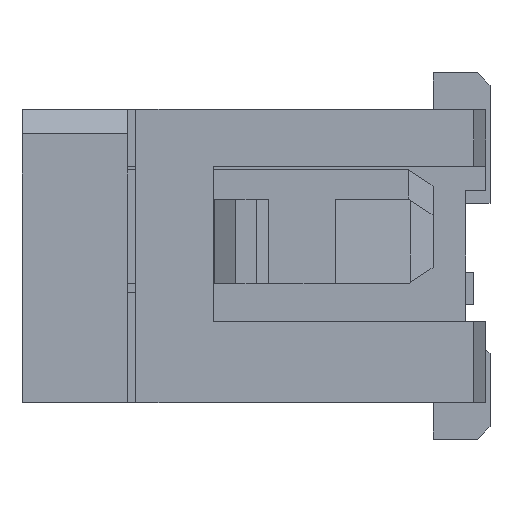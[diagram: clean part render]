
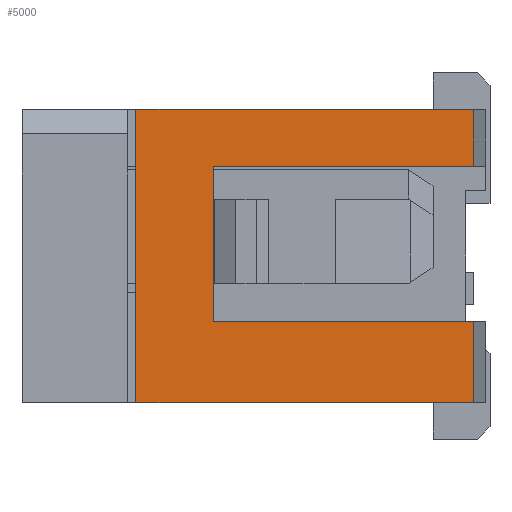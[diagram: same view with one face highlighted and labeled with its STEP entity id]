
A CAD part, left-side view. The second image highlights one B-rep face of the part: STEP entity #5000.
In plain terms, the highlighted planar face has unit normal (-1, 0, 0).
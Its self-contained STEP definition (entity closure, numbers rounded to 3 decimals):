
#1=DIRECTION('',(0.,0.,-1.));
#2=VECTOR('',#1,3.6);
#3=CARTESIAN_POINT('',(-5.425,4.3,1.8));
#4=LINE('',#3,#2);
#5=DIRECTION('',(0.,-1.,0.));
#6=VECTOR('',#5,4.15);
#7=CARTESIAN_POINT('',(-5.425,4.3,1.8));
#8=LINE('',#7,#6);
#9=DIRECTION('',(0.,0.,-1.));
#10=VECTOR('',#9,0.7);
#11=CARTESIAN_POINT('',(-5.425,0.15,1.8));
#12=LINE('',#11,#10);
#13=DIRECTION('',(0.,1.,0.));
#14=VECTOR('',#13,3.2);
#15=CARTESIAN_POINT('',(-5.425,0.15,1.1));
#16=LINE('',#15,#14);
#17=DIRECTION('',(0.,0.,-1.));
#18=VECTOR('',#17,1.9);
#19=CARTESIAN_POINT('',(-5.425,3.35,1.1));
#20=LINE('',#19,#18);
#21=DIRECTION('',(0.,0.,-1.));
#22=VECTOR('',#21,1.);
#23=CARTESIAN_POINT('',(-5.425,0.15,-0.8));
#24=LINE('',#23,#22);
#25=DIRECTION('',(0.,1.,0.));
#26=VECTOR('',#25,4.15);
#27=CARTESIAN_POINT('',(-5.425,0.15,-1.8));
#28=LINE('',#27,#26);
#989=DIRECTION('',(0.,1.,0.));
#990=VECTOR('',#989,3.2);
#991=CARTESIAN_POINT('',(-5.425,0.15,-0.8));
#992=LINE('',#991,#990);
#3761=CARTESIAN_POINT('',(-5.425,4.3,1.8));
#3762=CARTESIAN_POINT('',(-5.425,4.3,-1.8));
#3763=VERTEX_POINT('',#3761);
#3764=VERTEX_POINT('',#3762);
#3773=CARTESIAN_POINT('',(-5.425,0.15,1.8));
#3774=VERTEX_POINT('',#3773);
#3781=CARTESIAN_POINT('',(-5.425,0.15,-1.8));
#3782=VERTEX_POINT('',#3781);
#3851=CARTESIAN_POINT('',(-5.425,0.15,1.1));
#3852=VERTEX_POINT('',#3851);
#3853=CARTESIAN_POINT('',(-5.425,0.15,-0.8));
#3854=VERTEX_POINT('',#3853);
#3975=CARTESIAN_POINT('',(-5.425,3.35,1.1));
#3976=CARTESIAN_POINT('',(-5.425,3.35,-0.8));
#3977=VERTEX_POINT('',#3975);
#3978=VERTEX_POINT('',#3976);
#4977=CARTESIAN_POINT('',(-5.425,0.,0.));
#4978=DIRECTION('',(1.,0.,0.));
#4979=DIRECTION('',(0.,-1.,0.));
#4980=AXIS2_PLACEMENT_3D('',#4977,#4978,#4979);
#4981=PLANE('',#4980);
#4983=ORIENTED_EDGE('',*,*,#4982,.F.);
#4985=ORIENTED_EDGE('',*,*,#4984,.T.);
#4987=ORIENTED_EDGE('',*,*,#4986,.T.);
#4989=ORIENTED_EDGE('',*,*,#4988,.T.);
#4991=ORIENTED_EDGE('',*,*,#4990,.T.);
#4993=ORIENTED_EDGE('',*,*,#4992,.F.);
#4995=ORIENTED_EDGE('',*,*,#4994,.T.);
#4997=ORIENTED_EDGE('',*,*,#4996,.T.);
#4998=EDGE_LOOP('',(#4983,#4985,#4987,#4989,#4991,#4993,#4995,#4997));
#4999=FACE_OUTER_BOUND('',#4998,.F.);
#5000=ADVANCED_FACE('',(#4999),#4981,.F.);
#4982=EDGE_CURVE('',#3763,#3764,#4,.T.);
#4984=EDGE_CURVE('',#3763,#3774,#8,.T.);
#4986=EDGE_CURVE('',#3774,#3852,#12,.T.);
#4988=EDGE_CURVE('',#3852,#3977,#16,.T.);
#4990=EDGE_CURVE('',#3977,#3978,#20,.T.);
#4992=EDGE_CURVE('',#3854,#3978,#992,.T.);
#4994=EDGE_CURVE('',#3854,#3782,#24,.T.);
#4996=EDGE_CURVE('',#3782,#3764,#28,.T.);
